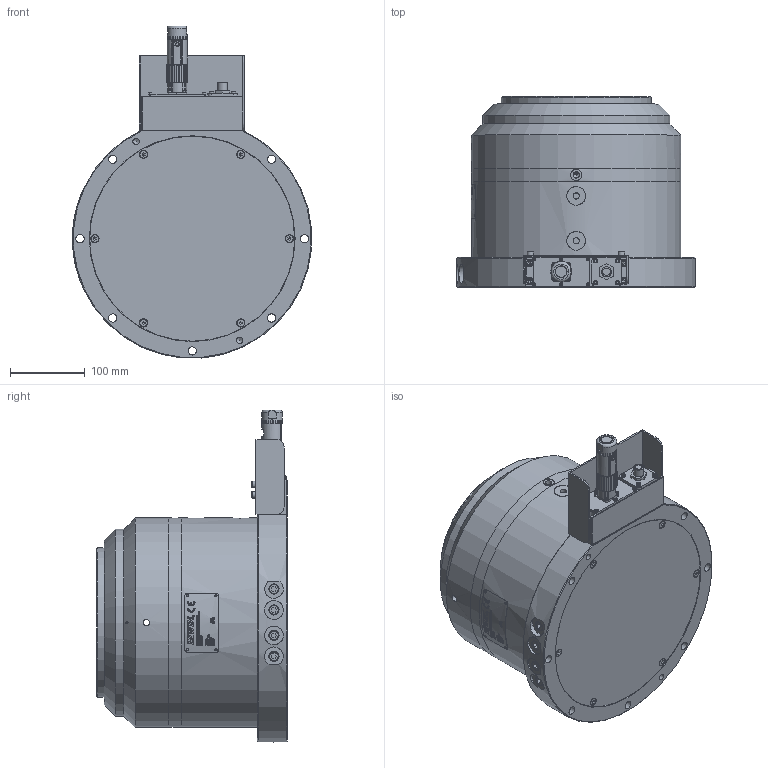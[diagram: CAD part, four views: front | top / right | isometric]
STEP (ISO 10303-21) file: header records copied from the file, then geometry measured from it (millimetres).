
FILE_DESCRIPTION((''),'2;1');
FILE_NAME('Open CASCADE Shape Model','2022-03-28T10:20:23',( 'poheng.chen'),(''),'Open CASCADE STEP processor 7.6', 'Autodesk Inventor 2020','Unknown');
FILE_SCHEMA(('AUTOMOTIVE_DESIGN_CC2 { 1 2 10303 214 -1 1 5 4 }'));
Length unit declared in the file: millimetre
Products named in the file (77): AS01173A_RCH-200; SHELL
Assembly tree (76 placements, depth 2):
  AS01173A_RCH-200
    SHELL
    SHELL
    SHELL
    SHELL
    SHELL
    SHELL
    SHELL
    SHELL
    SHELL
    SHELL
    SHELL
    SHELL
    SHELL
    SHELL
    SHELL
    SHELL
    SHELL
    SHELL
    SHELL
    SHELL
    SHELL
    SHELL
    SHELL
    SHELL
    SHELL
    SHELL
    SHELL
    SHELL
    SHELL
    SHELL
    SHELL
    SHELL
    SHELL
    SHELL
    SHELL
    SHELL
    SHELL
    SHELL
    SHELL
    SHELL
    SHELL
    SHELL
    SHELL
    SHELL
    SHELL
    SHELL
    SHELL
    SHELL
    SHELL
    SHELL
    SHELL
    SHELL
    SHELL
    SHELL
    SHELL
    SHELL
    SHELL
    SHELL
    SHELL
Bounding box: 319.33 x 255 x 443.67 mm (x, y, z)
Surface area: 679901.8 mm2 (no closed solid volume)
Topology: 0 solids, 76 shells, 1837 faces, 7164 edges, 5129 vertices
Faces by surface type: plane 827, bspline 516, cylinder 375, cone 73, torus 40, sphere 6
Full cylindrical faces by diameter (mm): 2.459 x4, 2.5 x3, 3 x6, 4 x1, 4.134 x3, 4.2 x1, 4.5 x10, 4.917 x15, 5 x4, 5.5 x3, 5.944 x1, 8 x5, 8.376 x4, 8.5 x6, 10 x8, 11 x15, 13.5 x1, 15 x2, 24 x1, 25 x4, 25.3 x1, 27.2 x3, 185 x1, 200 x1, 218 x1, 220 x2, 239 x1, 250 x1, 274 x2, 275 x1
Entity records: 225133 total; most frequent: CARTESIAN_POINT 165087, ORIENTED_EDGE 11253, DIRECTION 8669, EDGE_CURVE 7118, VERTEX_POINT 5129, LINE 2971, VECTOR 2971, AXIS2_PLACEMENT_3D 2849
